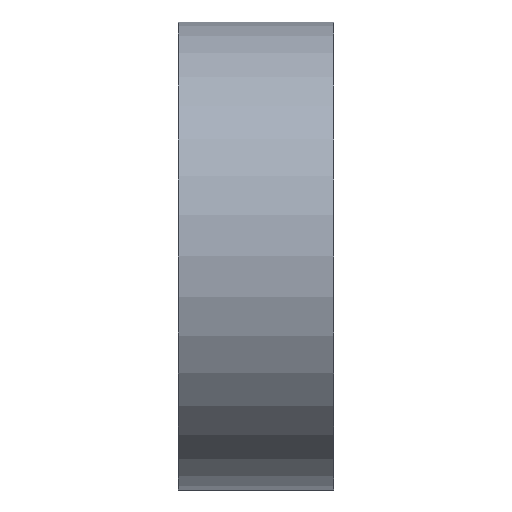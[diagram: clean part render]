
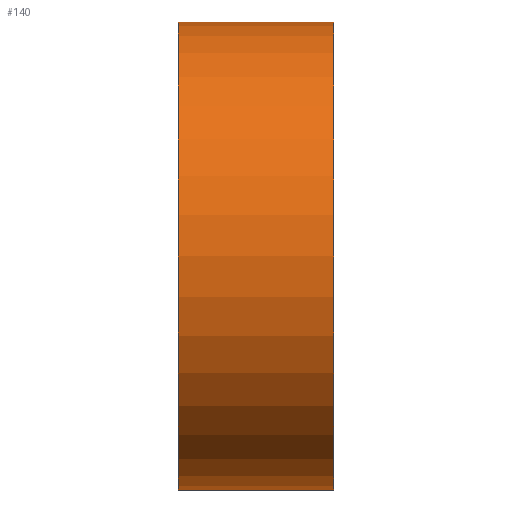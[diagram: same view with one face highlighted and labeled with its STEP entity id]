
A CAD part, left-side view. The second image highlights one B-rep face of the part: STEP entity #140.
In plain terms, the highlighted cylindrical face has radius 3 mm (diameter 6 mm), a partial arc.
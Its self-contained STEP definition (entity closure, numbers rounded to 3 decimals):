
#16=LINE('',#219,#24);
#22=LINE('',#234,#30);
#24=VECTOR('',#178,10.);
#30=VECTOR('',#192,10.);
#46=FACE_OUTER_BOUND('',#56,.T.);
#56=EDGE_LOOP('',(#115,#116,#117,#118));
#69=CIRCLE('',#157,3.);
#70=CIRCLE('',#158,3.);
#76=VERTEX_POINT('',#216);
#77=VERTEX_POINT('',#218);
#81=VERTEX_POINT('',#230);
#82=VERTEX_POINT('',#232);
#88=EDGE_CURVE('',#76,#77,#16,.T.);
#96=EDGE_CURVE('',#81,#82,#22,.T.);
#97=EDGE_CURVE('',#76,#81,#69,.T.);
#98=EDGE_CURVE('',#77,#82,#70,.T.);
#115=ORIENTED_EDGE('',*,*,#97,.T.);
#116=ORIENTED_EDGE('',*,*,#96,.T.);
#117=ORIENTED_EDGE('',*,*,#98,.F.);
#118=ORIENTED_EDGE('',*,*,#88,.F.);
#134=CYLINDRICAL_SURFACE('',#156,3.);
#140=ADVANCED_FACE('',(#46),#134,.T.);
#156=AXIS2_PLACEMENT_3D('',#235,#193,#194);
#157=AXIS2_PLACEMENT_3D('',#236,#195,#196);
#158=AXIS2_PLACEMENT_3D('',#237,#197,#198);
#178=DIRECTION('',(0.,1.,0.));
#192=DIRECTION('',(0.,1.,0.));
#193=DIRECTION('center_axis',(0.,1.,0.));
#194=DIRECTION('ref_axis',(0.,0.,-1.));
#195=DIRECTION('center_axis',(0.,1.,0.));
#196=DIRECTION('ref_axis',(0.,0.,-1.));
#197=DIRECTION('center_axis',(0.,1.,0.));
#198=DIRECTION('ref_axis',(0.,0.,-1.));
#216=CARTESIAN_POINT('',(0.,0.,-3.));
#218=CARTESIAN_POINT('',(0.,2.,-3.));
#219=CARTESIAN_POINT('',(0.,0.,-3.));
#230=CARTESIAN_POINT('',(0.,0.,3.));
#232=CARTESIAN_POINT('',(0.,2.,3.));
#234=CARTESIAN_POINT('',(0.,0.,3.));
#235=CARTESIAN_POINT('Origin',(0.,0.,0.));
#236=CARTESIAN_POINT('Origin',(0.,0.,0.));
#237=CARTESIAN_POINT('Origin',(0.,2.,0.));
